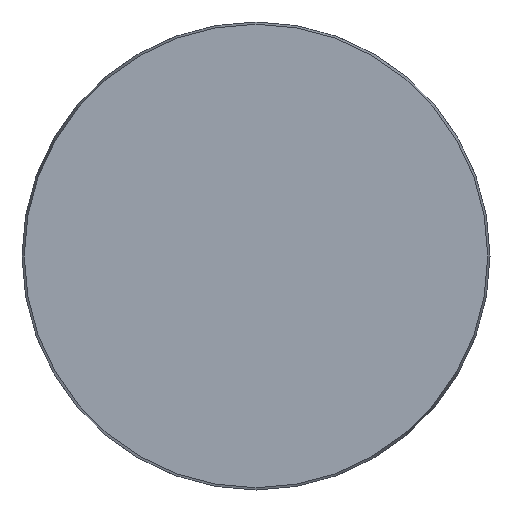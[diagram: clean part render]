
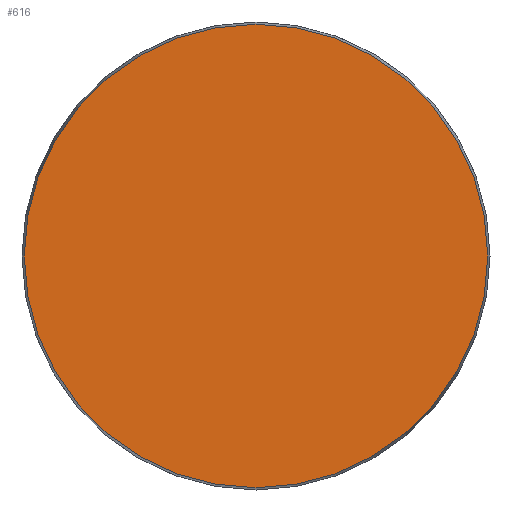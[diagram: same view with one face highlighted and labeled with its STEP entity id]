
A CAD part, front view. The second image highlights one B-rep face of the part: STEP entity #616.
In plain terms, the highlighted planar face has unit normal (0, -1, 0).
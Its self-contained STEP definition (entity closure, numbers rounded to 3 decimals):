
#17 = CARTESIAN_POINT ( 'NONE',  ( -58.425, 0., 0. ) ) ;
#96 = ORIENTED_EDGE ( 'NONE', *, *, #263, .T. ) ;
#161 = CIRCLE ( 'NONE', #329, 58.425 ) ;
#190 = FACE_OUTER_BOUND ( 'NONE', #739, .T. ) ;
#237 = VERTEX_POINT ( 'NONE', #657 ) ;
#263 = EDGE_CURVE ( 'NONE', #237, #237, #161, .T. ) ;
#277 = AXIS2_PLACEMENT_3D ( 'NONE', #17, #658, #602 ) ;
#329 = AXIS2_PLACEMENT_3D ( 'NONE', #631, #694, #574 ) ;
#540 = PLANE ( 'NONE',  #277 ) ;
#574 = DIRECTION ( 'NONE',  ( 0., 0., -1. ) ) ;
#602 = DIRECTION ( 'NONE',  ( 0., 0., 1. ) ) ;
#616 = ADVANCED_FACE ( 'NONE', ( #190 ), #540, .F. ) ;
#631 = CARTESIAN_POINT ( 'NONE',  ( 0., 0., 0. ) ) ;
#657 = CARTESIAN_POINT ( 'NONE',  ( 0., 0., -58.425 ) ) ;
#658 = DIRECTION ( 'NONE',  ( 0., 1., 0. ) ) ;
#694 = DIRECTION ( 'NONE',  ( 0., -1., 0. ) ) ;
#739 = EDGE_LOOP ( 'NONE', ( #96 ) ) ;
